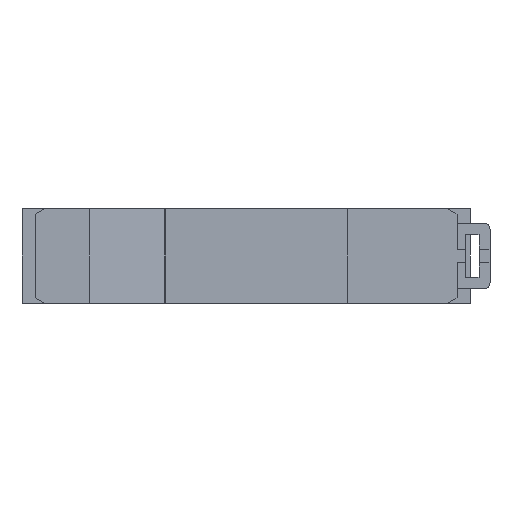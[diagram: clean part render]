
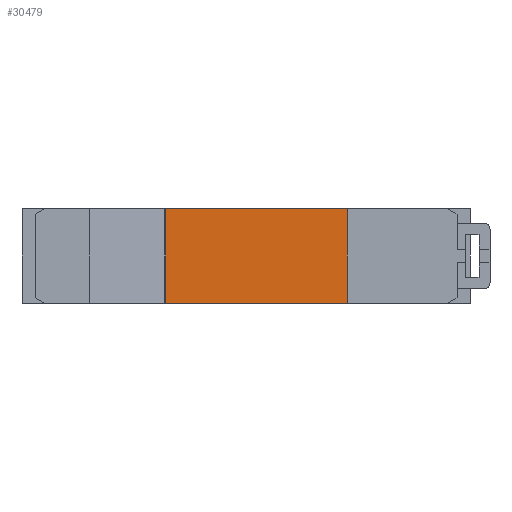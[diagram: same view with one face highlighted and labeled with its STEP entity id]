
A CAD part, front view. The second image highlights one B-rep face of the part: STEP entity #30479.
In plain terms, the highlighted planar face has unit normal (0, -1, 0).
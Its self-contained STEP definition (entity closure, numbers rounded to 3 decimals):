
#847 = AXIS2_PLACEMENT_3D ( 'NONE', #43380, #5520, #39965 ) ;
#1076 = EDGE_CURVE ( 'NONE', #2454, #38713, #22119, .T. ) ;
#1417 = CARTESIAN_POINT ( 'NONE',  ( -16.6, -27.75, 8.625 ) ) ;
#2454 = VERTEX_POINT ( 'NONE', #42254 ) ;
#4138 = LINE ( 'NONE', #42199, #33342 ) ;
#4357 = CARTESIAN_POINT ( 'NONE',  ( -16.6, -27.75, 8.625 ) ) ;
#5122 = VECTOR ( 'NONE', #17645, 1000. ) ;
#5520 = DIRECTION ( 'NONE',  ( 0., 1., 0. ) ) ;
#9420 = EDGE_LOOP ( 'NONE', ( #21711, #29559, #39487, #21237 ) ) ;
#9586 = FACE_OUTER_BOUND ( 'NONE', #9420, .T. ) ;
#11230 = VERTEX_POINT ( 'NONE', #33797 ) ;
#11269 = CARTESIAN_POINT ( 'NONE',  ( -16.6, -27.75, -8.625 ) ) ;
#11413 = EDGE_CURVE ( 'NONE', #11230, #20797, #35137, .T. ) ;
#15177 = DIRECTION ( 'NONE',  ( -1., 0., 0. ) ) ;
#17645 = DIRECTION ( 'NONE',  ( 0., 0., 1. ) ) ;
#20797 = VERTEX_POINT ( 'NONE', #43547 ) ;
#20808 = LINE ( 'NONE', #27566, #5122 ) ;
#21237 = ORIENTED_EDGE ( 'NONE', *, *, #23202, .F. ) ;
#21711 = ORIENTED_EDGE ( 'NONE', *, *, #11413, .T. ) ;
#21744 = VECTOR ( 'NONE', #15177, 1000. ) ;
#22119 = LINE ( 'NONE', #1417, #21744 ) ;
#23202 = EDGE_CURVE ( 'NONE', #11230, #38713, #4138, .T. ) ;
#26445 = PLANE ( 'NONE',  #847 ) ;
#27566 = CARTESIAN_POINT ( 'NONE',  ( 18.4, -27.75, -55.84 ) ) ;
#29559 = ORIENTED_EDGE ( 'NONE', *, *, #31436, .T. ) ;
#30479 = ADVANCED_FACE ( 'NONE', ( #9586 ), #26445, .F. ) ;
#30870 = DIRECTION ( 'NONE',  ( 1., 0., 0. ) ) ;
#31436 = EDGE_CURVE ( 'NONE', #20797, #2454, #20808, .T. ) ;
#33342 = VECTOR ( 'NONE', #38602, 1000. ) ;
#33797 = CARTESIAN_POINT ( 'NONE',  ( -16.6, -27.75, -8.625 ) ) ;
#35137 = LINE ( 'NONE', #11269, #39627 ) ;
#38602 = DIRECTION ( 'NONE',  ( 0., 0., 1. ) ) ;
#38713 = VERTEX_POINT ( 'NONE', #4357 ) ;
#39487 = ORIENTED_EDGE ( 'NONE', *, *, #1076, .T. ) ;
#39627 = VECTOR ( 'NONE', #30870, 1000. ) ;
#39965 = DIRECTION ( 'NONE',  ( 0., 0., 1. ) ) ;
#42199 = CARTESIAN_POINT ( 'NONE',  ( -16.6, -27.75, -55.84 ) ) ;
#42254 = CARTESIAN_POINT ( 'NONE',  ( 18.4, -27.75, 8.625 ) ) ;
#43380 = CARTESIAN_POINT ( 'NONE',  ( -16.6, -27.75, -55.84 ) ) ;
#43547 = CARTESIAN_POINT ( 'NONE',  ( 18.4, -27.75, -8.625 ) ) ;
